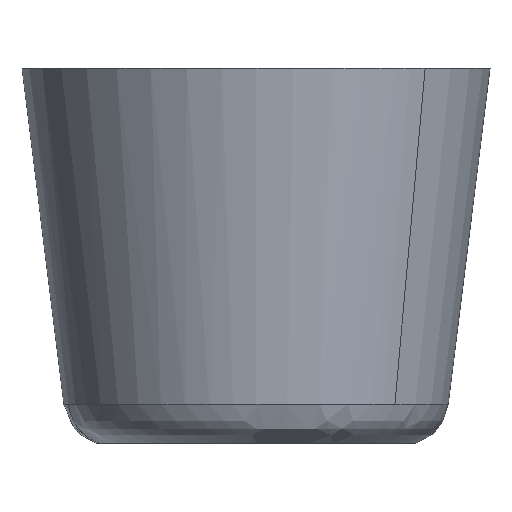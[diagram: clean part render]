
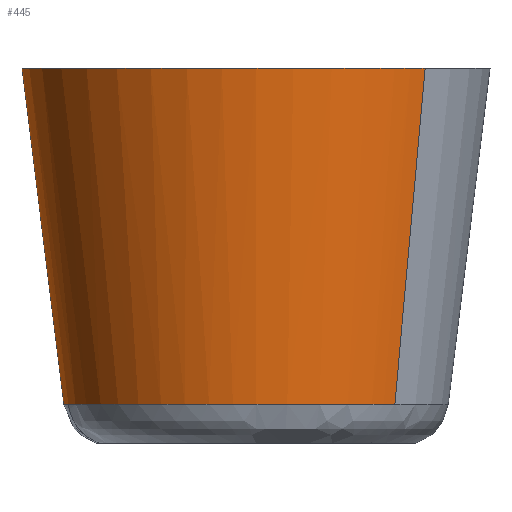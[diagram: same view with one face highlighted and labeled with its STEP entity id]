
A CAD part, top view. The second image highlights one B-rep face of the part: STEP entity #445.
In plain terms, the highlighted free-form (B-spline) face has degree [2, 1] with [5, 2] control points.
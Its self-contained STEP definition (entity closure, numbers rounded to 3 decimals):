
#252=CARTESIAN_POINT('',(4.445,-9.25,4.259));
#253=VERTEX_POINT('',#252);
#286=CARTESIAN_POINT('',(-4.681,-9.25,-3.998));
#287=VERTEX_POINT('',#286);
#301=CARTESIAN_POINT('',(-5.703,1.5,-4.871));
#302=VERTEX_POINT('',#301);
#303=CARTESIAN_POINT('',(-4.681,-9.25,-3.998));
#304=CARTESIAN_POINT('',(-5.703,1.5,-4.871));
#305=QUASI_UNIFORM_CURVE('',1,(#303,#304),.UNSPECIFIED.,.F.,.U.);
#306=EDGE_CURVE('',#287,#302,#305,.T.);
#323=CARTESIAN_POINT('',(5.415,1.5,5.189));
#324=VERTEX_POINT('',#323);
#340=CARTESIAN_POINT('',(4.445,-9.25,4.259));
#341=CARTESIAN_POINT('',(5.415,1.5,5.189));
#342=QUASI_UNIFORM_CURVE('',1,(#340,#341),.UNSPECIFIED.,.F.,.U.);
#343=EDGE_CURVE('',#253,#324,#342,.T.);
#348=CARTESIAN_POINT('',(-4.656,-9.518,-3.976));
#349=CARTESIAN_POINT('',(-8.632,-9.518,0.679));
#350=CARTESIAN_POINT('',(-3.976,-9.518,4.656));
#351=CARTESIAN_POINT('',(0.42,-9.518,8.411));
#352=CARTESIAN_POINT('',(4.421,-9.518,4.236));
#353=CARTESIAN_POINT('',(-5.729,1.775,-4.893));
#354=CARTESIAN_POINT('',(-10.622,1.775,0.836));
#355=CARTESIAN_POINT('',(-4.893,1.775,5.729));
#356=CARTESIAN_POINT('',(0.517,1.775,10.35));
#357=CARTESIAN_POINT('',(5.44,1.775,5.213));
#365=(BOUNDED_SURFACE()B_SPLINE_SURFACE(2,1,((#348,#353),(#349,#354),(#350,#355),(#351,#356),(#352,#357)),.UNSPECIFIED.,.F.,.F.,.U.)B_SPLINE_SURFACE_WITH_KNOTS((3,2,3),(2,2),(0.0,12.483,24.468),(0.0,11.382),.UNSPECIFIED.)GEOMETRIC_REPRESENTATION_ITEM()RATIONAL_B_SPLINE_SURFACE(((1.0,1.0),(0.707,0.707),(1.0,1.0),(0.719,0.719),(0.978,0.978)))REPRESENTATION_ITEM('')SURFACE());
#366=CARTESIAN_POINT('',(0.0,-9.25,6.156));
#367=VERTEX_POINT('',#366);
#368=CARTESIAN_POINT('',(0.0,-9.25,6.156));
#369=CARTESIAN_POINT('',(2.627,-9.25,6.156));
#370=CARTESIAN_POINT('',(4.445,-9.25,4.259));
#378=(BOUNDED_CURVE()B_SPLINE_CURVE(2,(#368,#369,#370),.UNSPECIFIED.,.F.,.U.)B_SPLINE_CURVE_WITH_KNOTS((3,3),(0.0,0.128),.UNSPECIFIED.)CURVE()GEOMETRIC_REPRESENTATION_ITEM()RATIONAL_B_SPLINE_CURVE((1.0,0.85,0.854))REPRESENTATION_ITEM(''));
#379=EDGE_CURVE('',#367,#253,#378,.T.);
#380=ORIENTED_EDGE('',*,*,#379,.T.);
#381=ORIENTED_EDGE('',*,*,#343,.T.);
#382=CARTESIAN_POINT('',(0.0,1.5,7.5));
#383=VERTEX_POINT('',#382);
#384=CARTESIAN_POINT('',(0.0,1.5,7.5));
#385=CARTESIAN_POINT('',(3.201,1.5,7.5));
#386=CARTESIAN_POINT('',(5.415,1.5,5.189));
#394=(BOUNDED_CURVE()B_SPLINE_CURVE(2,(#384,#385,#386),.UNSPECIFIED.,.F.,.U.)B_SPLINE_CURVE_WITH_KNOTS((3,3),(0.0,0.128),.UNSPECIFIED.)CURVE()GEOMETRIC_REPRESENTATION_ITEM()RATIONAL_B_SPLINE_CURVE((1.0,0.85,0.854))REPRESENTATION_ITEM(''));
#395=EDGE_CURVE('',#383,#324,#394,.T.);
#396=ORIENTED_EDGE('',*,*,#395,.F.);
#397=CARTESIAN_POINT('',(-5.703,1.5,-4.871));
#398=CARTESIAN_POINT('',(-7.5,1.5,-2.767));
#399=CARTESIAN_POINT('',(-7.5,1.5,0.0));
#400=CARTESIAN_POINT('',(-7.5,1.5,7.5));
#401=CARTESIAN_POINT('',(0.0,1.5,7.5));
#409=(BOUNDED_CURVE()B_SPLINE_CURVE(2,(#397,#398,#399,#400,#401),.UNSPECIFIED.,.F.,.U.)B_SPLINE_CURVE_WITH_KNOTS((3,2,3),(0.637,0.75,1.0),.UNSPECIFIED.)CURVE()GEOMETRIC_REPRESENTATION_ITEM()RATIONAL_B_SPLINE_CURVE((0.855,0.867,1.0,0.707,1.0))REPRESENTATION_ITEM(''));
#410=EDGE_CURVE('',#302,#383,#409,.T.);
#411=ORIENTED_EDGE('',*,*,#410,.F.);
#412=ORIENTED_EDGE('',*,*,#306,.F.);
#413=CARTESIAN_POINT('',(-6.007,-9.25,1.347));
#414=VERTEX_POINT('',#413);
#415=CARTESIAN_POINT('',(-4.681,-9.25,-3.998));
#416=CARTESIAN_POINT('',(-6.156,-9.25,-2.271));
#417=CARTESIAN_POINT('',(-6.156,-9.25,0.0));
#418=CARTESIAN_POINT('',(-6.156,-9.25,0.682));
#419=CARTESIAN_POINT('',(-6.007,-9.25,1.347));
#427=(BOUNDED_CURVE()B_SPLINE_CURVE(2,(#415,#416,#417,#418,#419),.UNSPECIFIED.,.F.,.U.)B_SPLINE_CURVE_WITH_KNOTS((3,2,3),(0.637,0.75,0.787),.UNSPECIFIED.)CURVE()GEOMETRIC_REPRESENTATION_ITEM()RATIONAL_B_SPLINE_CURVE((0.855,0.867,1.0,0.956,0.925))REPRESENTATION_ITEM(''));
#428=EDGE_CURVE('',#287,#414,#427,.T.);
#429=ORIENTED_EDGE('',*,*,#428,.T.);
#430=CARTESIAN_POINT('',(-6.007,-9.25,1.347));
#431=CARTESIAN_POINT('',(-4.929,-9.25,6.156));
#432=CARTESIAN_POINT('',(0.0,-9.25,6.156));
#440=(BOUNDED_CURVE()B_SPLINE_CURVE(2,(#430,#431,#432),.UNSPECIFIED.,.F.,.U.)B_SPLINE_CURVE_WITH_KNOTS((3,3),(0.787,1.0),.UNSPECIFIED.)CURVE()GEOMETRIC_REPRESENTATION_ITEM()RATIONAL_B_SPLINE_CURVE((0.925,0.751,1.0))REPRESENTATION_ITEM(''));
#441=EDGE_CURVE('',#414,#367,#440,.T.);
#442=ORIENTED_EDGE('',*,*,#441,.T.);
#443=EDGE_LOOP('',(#380,#381,#396,#411,#412,#429,#442));
#444=FACE_OUTER_BOUND('',#443,.T.);
#445=ADVANCED_FACE('',(#444),#365,.T.);
